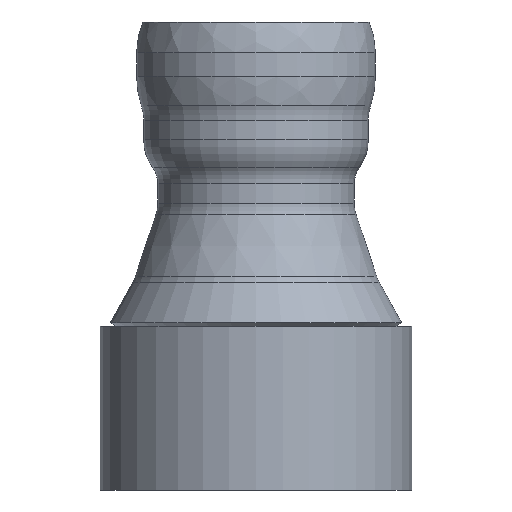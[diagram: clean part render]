
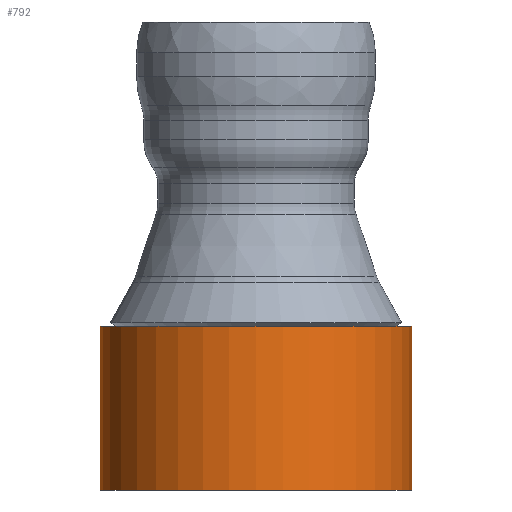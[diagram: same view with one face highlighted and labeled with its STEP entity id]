
A CAD part, front view. The second image highlights one B-rep face of the part: STEP entity #792.
In plain terms, the highlighted cylindrical face has radius 332.5 mm (diameter 665 mm), a full revolution.
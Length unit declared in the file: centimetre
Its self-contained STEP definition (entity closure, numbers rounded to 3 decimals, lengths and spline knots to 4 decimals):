
#67=LINE('',#1309,#104);
#104=VECTOR('',#997,33.25);
#141=CYLINDRICAL_SURFACE('',#850,33.25);
#150=FACE_OUTER_BOUND('',#204,.T.);
#204=EDGE_LOOP('',(#543,#544,#545,#546));
#257=CIRCLE('',#848,33.25);
#259=CIRCLE('',#851,33.25);
#344=VERTEX_POINT('',#1302);
#346=VERTEX_POINT('',#1307);
#417=EDGE_CURVE('',#344,#344,#257,.T.);
#419=EDGE_CURVE('',#346,#346,#259,.T.);
#420=EDGE_CURVE('',#346,#344,#67,.T.);
#543=ORIENTED_EDGE('',*,*,#419,.F.);
#544=ORIENTED_EDGE('',*,*,#420,.T.);
#545=ORIENTED_EDGE('',*,*,#417,.T.);
#546=ORIENTED_EDGE('',*,*,#420,.F.);
#792=ADVANCED_FACE('',(#150),#141,.T.);
#848=AXIS2_PLACEMENT_3D('',#1303,#989,#990);
#850=AXIS2_PLACEMENT_3D('',#1306,#993,#994);
#851=AXIS2_PLACEMENT_3D('',#1308,#995,#996);
#989=DIRECTION('center_axis',(0.,0.,-1.));
#990=DIRECTION('ref_axis',(1.,0.,0.));
#993=DIRECTION('center_axis',(0.,0.,-1.));
#994=DIRECTION('ref_axis',(1.,0.,0.));
#995=DIRECTION('center_axis',(0.,0.,-1.));
#996=DIRECTION('ref_axis',(1.,0.,0.));
#997=DIRECTION('',(0.,0.,1.));
#1302=CARTESIAN_POINT('',(106.5043,169.3642,-15.));
#1303=CARTESIAN_POINT('Origin',(139.7543,169.3642,-15.));
#1306=CARTESIAN_POINT('Origin',(139.7543,169.3642,-32.5));
#1307=CARTESIAN_POINT('',(106.5043,169.3642,-50.));
#1308=CARTESIAN_POINT('Origin',(139.7543,169.3642,-50.));
#1309=CARTESIAN_POINT('',(106.5043,169.3642,-32.5));
